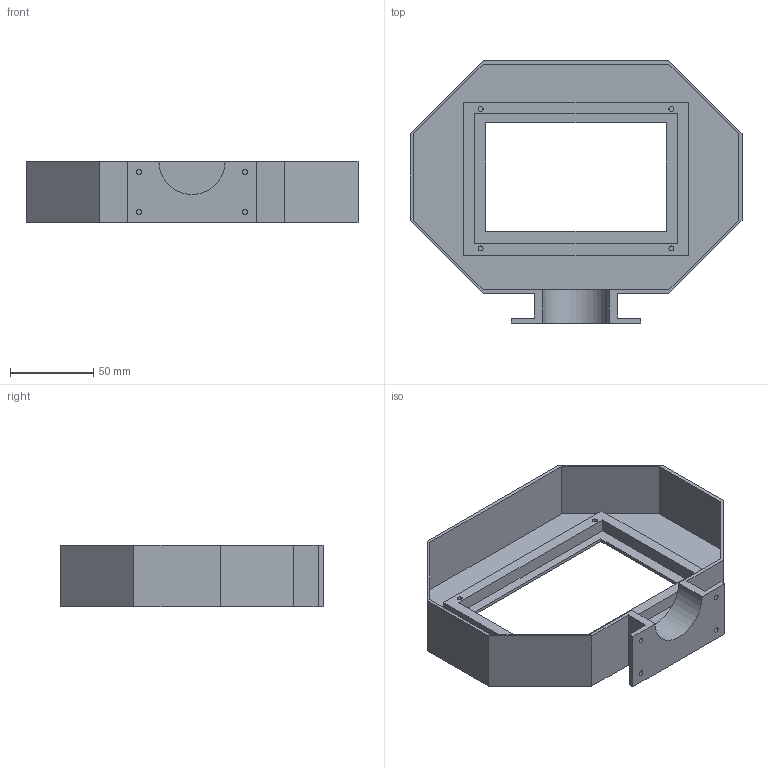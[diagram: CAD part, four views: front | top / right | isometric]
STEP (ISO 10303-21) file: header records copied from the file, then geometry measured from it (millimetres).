
FILE_DESCRIPTION(/* description */ (''),/* implementation_level */ '2;1');
FILE_NAME(/* name */ 'front_head_pixelbot.step',/* time_stamp */ '2025-06-17T16:32:47+02:00',/* author */ (''),/* organization */ (''),/* preprocessor_version */ 'ST-DEVELOPER v20',/* originating_system */ 'Autodesk Translation Framework v13.14.0.145',/* authorisation */ '');
FILE_SCHEMA (('AUTOMOTIVE_DESIGN { 1 0 10303 214 3 1 1 }'));
Length unit declared in the file: millimetre
Products named in the file (1): front_head_pixelbot
Bounding box: 200 x 158 x 37 mm (x, y, z)
Volume: 115251.6 mm3; surface area: 87586.1 mm2
Topology: 1 solids, 1 shells, 54 faces, 138 edges, 92 vertices
Faces by surface type: plane 45, cylinder 9
Full cylindrical faces by diameter (mm): 3 x8
Entity records: 1673 total; most frequent: CARTESIAN_POINT 285, ORIENTED_EDGE 276, DIRECTION 266, EDGE_CURVE 138, LINE 120, VECTOR 120, VERTEX_POINT 92, AXIS2_PLACEMENT_3D 73
